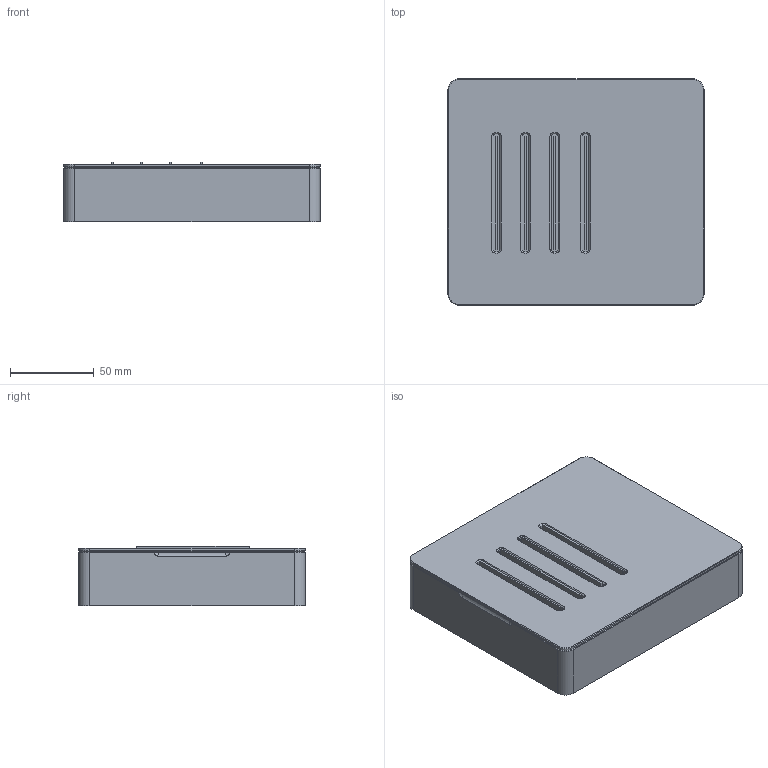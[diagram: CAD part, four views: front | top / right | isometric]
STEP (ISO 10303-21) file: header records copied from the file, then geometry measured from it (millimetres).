
FILE_DESCRIPTION(/* description */ (''),/* implementation_level */ '2;1');
FILE_NAME(/* name */ 'Enclosure for revision 1 of DMX controller v52.step',/* time_stamp */ '2022-08-08T22:59:43-07:00',/* author */ (''),/* organization */ (''),/* preprocessor_version */ 'ST-DEVELOPER v19',/* originating_system */ 'Autodesk Translation Framework v11.7.0.108',/* authorisation */ '');
FILE_SCHEMA (('AUTOMOTIVE_DESIGN { 1 0 10303 214 3 1 1 }'));
Length unit declared in the file: millimetre
Products named in the file (3): Enclosure for revision 1 of DMX controller; PCB with parts; enclosure
Assembly tree (2 placements, depth 2):
  Enclosure for revision 1 of DMX controller
    PCB with parts
    enclosure
Bounding box: 152.9 x 135.12 x 35.4 mm (x, y, z)
Volume: 205896.6 mm3; surface area: 176631 mm2
Topology: 3 solids, 3 shells, 901 faces, 2408 edges, 1544 vertices
Faces by surface type: plane 654, cylinder 167, cone 76, sphere 4
Full cylindrical faces by diameter (mm): 0.5 x32, 0.6 x6, 1 x13, 3.2 x4, 3.8 x3, 4 x7, 10 x4
Entity records: 28295 total; most frequent: CARTESIAN_POINT 4870, ORIENTED_EDGE 4816, DIRECTION 4702, EDGE_CURVE 2408, LINE 1918, VECTOR 1918, VERTEX_POINT 1544, AXIS2_PLACEMENT_3D 1392
